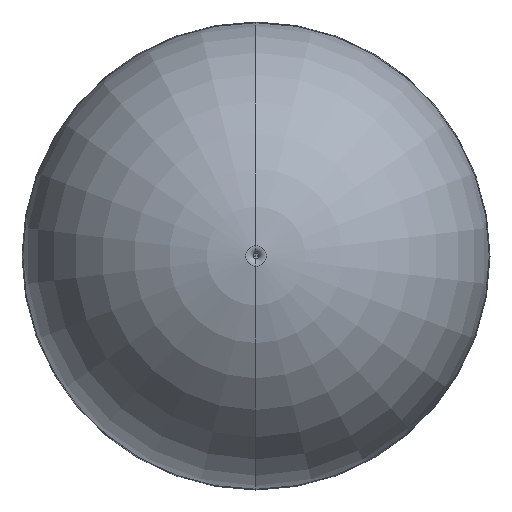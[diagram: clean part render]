
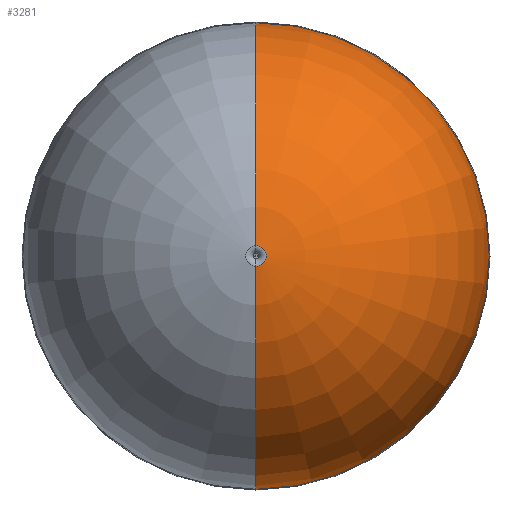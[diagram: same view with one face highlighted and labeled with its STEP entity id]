
A CAD part, left-side view. The second image highlights one B-rep face of the part: STEP entity #3281.
In plain terms, the highlighted toroidal (fillet/blend) face has major radius 0.069 mm and minor radius 9.986 mm.
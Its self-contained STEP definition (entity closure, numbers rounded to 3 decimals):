
#11 = DIRECTION ( 'NONE',  ( 0., 0., 1. ) ) ;
#476 = EDGE_CURVE ( 'NONE', #3417, #1072, #1093, .T. ) ;
#668 = CARTESIAN_POINT ( 'NONE',  ( 9.978, 0., 9.918 ) ) ;
#677 = ORIENTED_EDGE ( 'NONE', *, *, #1895, .F. ) ;
#681 = FACE_OUTER_BOUND ( 'NONE', #1840, .T. ) ;
#726 = VERTEX_POINT ( 'NONE', #3970 ) ;
#810 = DIRECTION ( 'NONE',  ( -1., 0., 0. ) ) ;
#847 = ORIENTED_EDGE ( 'NONE', *, *, #4197, .F. ) ;
#1072 = VERTEX_POINT ( 'NONE', #668 ) ;
#1093 = CIRCLE ( 'NONE', #3479, 9.918 ) ;
#1211 = EDGE_CURVE ( 'NONE', #1072, #726, #1537, .T. ) ;
#1458 = CARTESIAN_POINT ( 'NONE',  ( 0.038, 0., 0. ) ) ;
#1464 = CARTESIAN_POINT ( 'NONE',  ( 0.038, 0., -0.432 ) ) ;
#1490 = CIRCLE ( 'NONE', #4237, 9.986 ) ;
#1537 = CIRCLE ( 'NONE', #4141, 9.986 ) ;
#1692 = CARTESIAN_POINT ( 'NONE',  ( 9.978, 0., -9.918 ) ) ;
#1811 = VERTEX_POINT ( 'NONE', #1464 ) ;
#1840 = EDGE_LOOP ( 'NONE', ( #847, #3510, #3540, #677 ) ) ;
#1843 = CARTESIAN_POINT ( 'NONE',  ( 10.012, 0., 0. ) ) ;
#1895 = EDGE_CURVE ( 'NONE', #1811, #726, #3737, .T. ) ;
#2189 = DIRECTION ( 'NONE',  ( 0., -1., 0. ) ) ;
#2201 = DIRECTION ( 'NONE',  ( 0., 0., 1. ) ) ;
#2248 = DIRECTION ( 'NONE',  ( 0., 1., 0. ) ) ;
#2538 = AXIS2_PLACEMENT_3D ( 'NONE', #1458, #2868, #11 ) ;
#2584 = DIRECTION ( 'NONE',  ( 0., 0., 1. ) ) ;
#2641 = DIRECTION ( 'NONE',  ( -1., 0., 0. ) ) ;
#2868 = DIRECTION ( 'NONE',  ( -1., 0., 0. ) ) ;
#2981 = DIRECTION ( 'NONE',  ( 0., 0., -1. ) ) ;
#2984 = CARTESIAN_POINT ( 'NONE',  ( 9.978, 0., 0. ) ) ;
#3281 = ADVANCED_FACE ( 'NONE', ( #681 ), #3868, .T. ) ;
#3417 = VERTEX_POINT ( 'NONE', #1692 ) ;
#3479 = AXIS2_PLACEMENT_3D ( 'NONE', #2984, #810, #2584 ) ;
#3510 = ORIENTED_EDGE ( 'NONE', *, *, #476, .T. ) ;
#3540 = ORIENTED_EDGE ( 'NONE', *, *, #1211, .T. ) ;
#3605 = CARTESIAN_POINT ( 'NONE',  ( 10.012, 0., -0.069 ) ) ;
#3680 = DIRECTION ( 'NONE',  ( 0., 0., 1. ) ) ;
#3723 = AXIS2_PLACEMENT_3D ( 'NONE', #1843, #2641, #2201 ) ;
#3737 = CIRCLE ( 'NONE', #2538, 0.432 ) ;
#3868 = TOROIDAL_SURFACE ( 'NONE', #3723, -0.069, 9.986 ) ;
#3958 = CARTESIAN_POINT ( 'NONE',  ( 10.012, 0., 0.069 ) ) ;
#3970 = CARTESIAN_POINT ( 'NONE',  ( 0.038, 0., 0.432 ) ) ;
#4141 = AXIS2_PLACEMENT_3D ( 'NONE', #3605, #2189, #2981 ) ;
#4197 = EDGE_CURVE ( 'NONE', #3417, #1811, #1490, .T. ) ;
#4237 = AXIS2_PLACEMENT_3D ( 'NONE', #3958, #2248, #3680 ) ;
